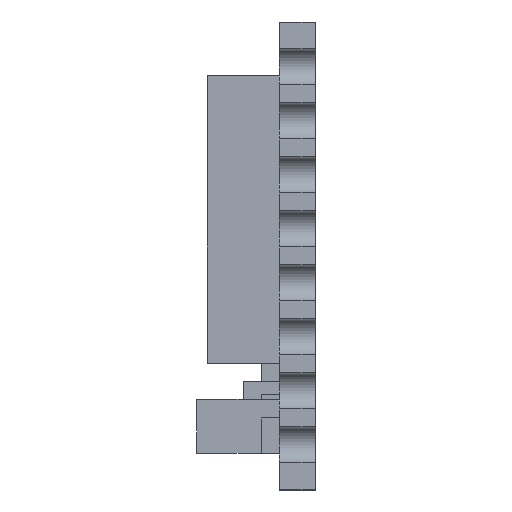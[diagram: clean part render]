
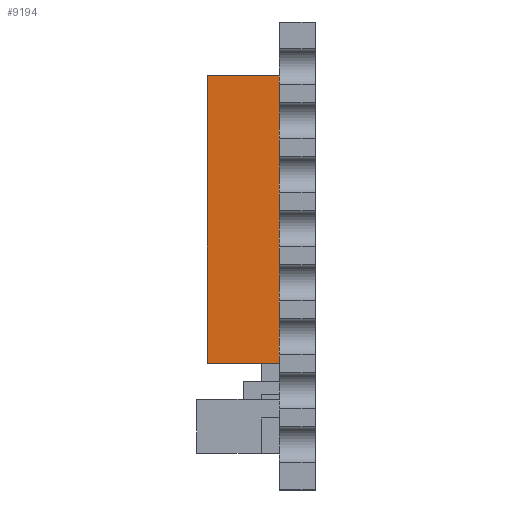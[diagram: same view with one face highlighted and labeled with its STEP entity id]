
A CAD part, left-side view. The second image highlights one B-rep face of the part: STEP entity #9194.
In plain terms, the highlighted planar face has unit normal (-1, 0, 0).
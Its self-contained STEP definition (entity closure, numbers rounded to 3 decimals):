
#21 = VERTEX_POINT ( 'NONE', #8033 ) ;
#151 = ORIENTED_EDGE ( 'NONE', *, *, #3147, .T. ) ;
#216 = VERTEX_POINT ( 'NONE', #5750 ) ;
#407 = CARTESIAN_POINT ( 'NONE',  ( -12.159, 3., -2.983 ) ) ;
#1403 = LINE ( 'NONE', #5046, #7246 ) ;
#1694 = VECTOR ( 'NONE', #2670, 1000. ) ;
#2032 = CARTESIAN_POINT ( 'NONE',  ( -12.159, 3., -2.983 ) ) ;
#2496 = EDGE_LOOP ( 'NONE', ( #151, #6305, #5208, #3515 ) ) ;
#2602 = LINE ( 'NONE', #7816, #1694 ) ;
#2670 = DIRECTION ( 'NONE',  ( 0., 0., 1. ) ) ;
#2673 = VERTEX_POINT ( 'NONE', #407 ) ;
#2694 = AXIS2_PLACEMENT_3D ( 'NONE', #2032, #7672, #5527 ) ;
#2953 = DIRECTION ( 'NONE',  ( 0., -1., 0. ) ) ;
#3147 = EDGE_CURVE ( 'NONE', #216, #21, #5036, .T. ) ;
#3410 = EDGE_CURVE ( 'NONE', #2673, #216, #3646, .T. ) ;
#3448 = VERTEX_POINT ( 'NONE', #4363 ) ;
#3515 = ORIENTED_EDGE ( 'NONE', *, *, #3410, .T. ) ;
#3646 = LINE ( 'NONE', #4388, #5237 ) ;
#4363 = CARTESIAN_POINT ( 'NONE',  ( -12.159, 3., 5.017 ) ) ;
#4388 = CARTESIAN_POINT ( 'NONE',  ( -12.159, 3., -2.983 ) ) ;
#5036 = LINE ( 'NONE', #9157, #7141 ) ;
#5046 = CARTESIAN_POINT ( 'NONE',  ( -12.159, 3., 5.017 ) ) ;
#5208 = ORIENTED_EDGE ( 'NONE', *, *, #6551, .F. ) ;
#5237 = VECTOR ( 'NONE', #2953, 1000. ) ;
#5527 = DIRECTION ( 'NONE',  ( 0., 0., -1. ) ) ;
#5577 = DIRECTION ( 'NONE',  ( 0., 0., 1. ) ) ;
#5750 = CARTESIAN_POINT ( 'NONE',  ( -12.159, 1., -2.983 ) ) ;
#6305 = ORIENTED_EDGE ( 'NONE', *, *, #8884, .F. ) ;
#6551 = EDGE_CURVE ( 'NONE', #2673, #3448, #2602, .T. ) ;
#7141 = VECTOR ( 'NONE', #5577, 1000. ) ;
#7246 = VECTOR ( 'NONE', #8680, 1000. ) ;
#7672 = DIRECTION ( 'NONE',  ( 1., 0., 0. ) ) ;
#7816 = CARTESIAN_POINT ( 'NONE',  ( -12.159, 3., -2.983 ) ) ;
#7923 = FACE_OUTER_BOUND ( 'NONE', #2496, .T. ) ;
#8033 = CARTESIAN_POINT ( 'NONE',  ( -12.159, 1., 5.017 ) ) ;
#8372 = PLANE ( 'NONE',  #2694 ) ;
#8680 = DIRECTION ( 'NONE',  ( 0., -1., 0. ) ) ;
#8884 = EDGE_CURVE ( 'NONE', #3448, #21, #1403, .T. ) ;
#9157 = CARTESIAN_POINT ( 'NONE',  ( -12.159, 1., -2.983 ) ) ;
#9194 = ADVANCED_FACE ( 'NONE', ( #7923 ), #8372, .F. ) ;
